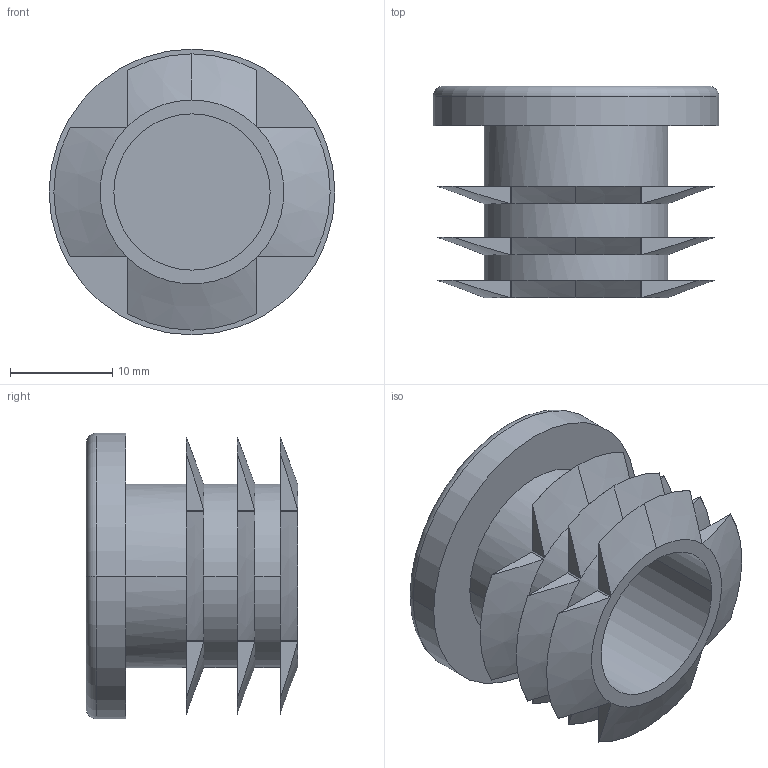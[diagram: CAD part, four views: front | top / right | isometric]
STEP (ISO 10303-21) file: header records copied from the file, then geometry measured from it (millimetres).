
FILE_DESCRIPTION (( 'STEP AP214' ), '1' );
FILE_NAME ('AL-F-110-S.STEP', '2026-01-13T12:24:20', ( '' ), ( '' ), 'SwSTEP 2.0', 'SolidWorks 2021', '' );
FILE_SCHEMA (( 'AUTOMOTIVE_DESIGN' ));
Length unit declared in the file: millimetre
Products named in the file (1): AL-F-110-S
Bounding box: 28 x 20.7 x 28 mm (x, y, z)
Volume: 4167.1 mm3; surface area: 4630.1 mm2
Topology: 1 solids, 1 shells, 87 faces, 212 edges, 133 vertices
Faces by surface type: plane 40, cylinder 30, cone 15, torus 2
Entity records: 2795 total; most frequent: CARTESIAN_POINT 745, ORIENTED_EDGE 424, DIRECTION 419, EDGE_CURVE 212, AXIS2_PLACEMENT_3D 167, VERTEX_POINT 133, EDGE_LOOP 93, ADVANCED_FACE 87
